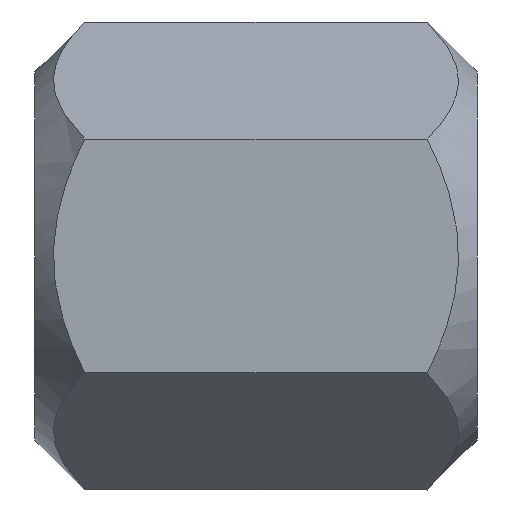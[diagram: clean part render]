
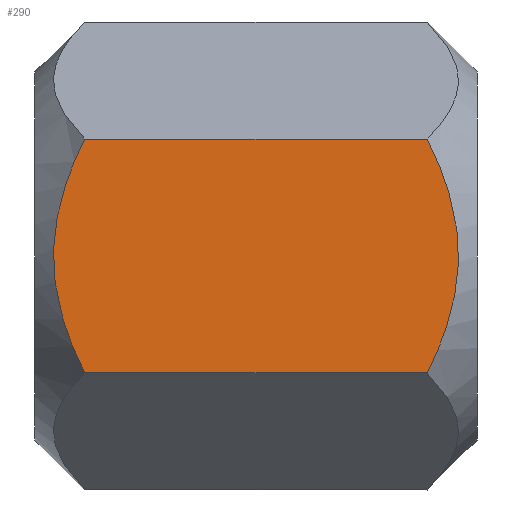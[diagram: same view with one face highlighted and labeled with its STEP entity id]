
A CAD part, front view. The second image highlights one B-rep face of the part: STEP entity #290.
In plain terms, the highlighted planar face has unit normal (0, -1, 0).
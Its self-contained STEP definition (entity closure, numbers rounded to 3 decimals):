
#27=LINE('',#413,#33);
#28=LINE('',#427,#34);
#33=VECTOR('',#340,1000.);
#34=VECTOR('',#343,1000.);
#42=B_SPLINE_CURVE_WITH_KNOTS('',3,(#421,#422,#423,#424,#425),
 .UNSPECIFIED.,.F.,.F.,(4,1,4),(0.004,0.006,
0.007),.UNSPECIFIED.);
#43=B_SPLINE_CURVE_WITH_KNOTS('',3,(#429,#430,#431,#432,#433),
 .UNSPECIFIED.,.F.,.F.,(4,1,4),(0.004,0.006,
0.007),.UNSPECIFIED.);
#51=PLANE('',#310);
#70=ORIENTED_EDGE('',*,*,#116,.F.);
#71=ORIENTED_EDGE('',*,*,#117,.F.);
#72=ORIENTED_EDGE('',*,*,#118,.F.);
#73=ORIENTED_EDGE('',*,*,#114,.T.);
#114=EDGE_CURVE('',#137,#136,#27,.T.);
#116=EDGE_CURVE('',#138,#136,#42,.T.);
#117=EDGE_CURVE('',#139,#138,#28,.T.);
#118=EDGE_CURVE('',#137,#139,#43,.T.);
#136=VERTEX_POINT('',#412);
#137=VERTEX_POINT('',#414);
#138=VERTEX_POINT('',#426);
#139=VERTEX_POINT('',#428);
#157=EDGE_LOOP('',(#70,#71,#72,#73));
#177=FACE_BOUND('',#157,.T.);
#290=ADVANCED_FACE('',(#177),#51,.F.);
#310=AXIS2_PLACEMENT_3D('',#420,#341,#342);
#340=DIRECTION('',(-1.,0.,0.));
#341=DIRECTION('',(0.,1.,0.));
#342=DIRECTION('',(0.,0.,1.));
#343=DIRECTION('',(-1.,0.,0.));
#412=CARTESIAN_POINT('',(-2.325,-2.75,1.588));
#413=CARTESIAN_POINT('',(3.,-2.75,1.588));
#414=CARTESIAN_POINT('',(2.325,-2.75,1.588));
#420=CARTESIAN_POINT('',(3.,-2.75,1.588));
#421=CARTESIAN_POINT('',(-2.325,-2.75,-1.588));
#422=CARTESIAN_POINT('',(-2.57,-2.75,-1.096));
#423=CARTESIAN_POINT('',(-2.929,-2.75,-0.003));
#424=CARTESIAN_POINT('',(-2.571,-2.75,1.095));
#425=CARTESIAN_POINT('',(-2.325,-2.75,1.588));
#426=CARTESIAN_POINT('',(-2.325,-2.75,-1.588));
#427=CARTESIAN_POINT('',(3.,-2.75,-1.588));
#428=CARTESIAN_POINT('',(2.325,-2.75,-1.588));
#429=CARTESIAN_POINT('',(2.325,-2.75,1.588));
#430=CARTESIAN_POINT('',(2.57,-2.75,1.096));
#431=CARTESIAN_POINT('',(2.929,-2.75,0.003));
#432=CARTESIAN_POINT('',(2.571,-2.75,-1.095));
#433=CARTESIAN_POINT('',(2.325,-2.75,-1.588));
